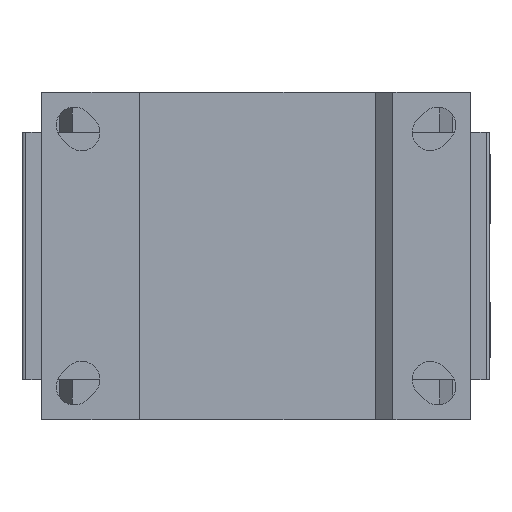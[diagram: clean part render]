
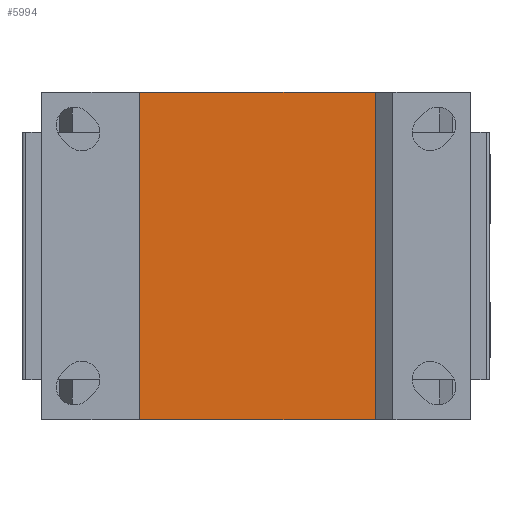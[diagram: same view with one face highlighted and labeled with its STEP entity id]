
A CAD part, front view. The second image highlights one B-rep face of the part: STEP entity #5994.
In plain terms, the highlighted planar face has unit normal (0, -1, 0).
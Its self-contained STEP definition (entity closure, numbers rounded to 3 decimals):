
#509 = AXIS2_PLACEMENT_3D ( 'NONE', #7162, #7340, #7128 ) ;
#1100 = LINE ( 'NONE', #8080, #1103 ) ;
#1103 = VECTOR ( 'NONE', #7918, 1000. ) ;
#1282 = LINE ( 'NONE', #7582, #1287 ) ;
#1287 = VECTOR ( 'NONE', #7767, 1000. ) ;
#1510 = FACE_OUTER_BOUND ( 'NONE', #6682, .T. ) ;
#2171 = VERTEX_POINT ( 'NONE', #4278 ) ;
#2215 = VERTEX_POINT ( 'NONE', #4414 ) ;
#2227 = VERTEX_POINT ( 'NONE', #4252 ) ;
#3717 = EDGE_CURVE ( 'NONE', #2215, #2227, #6779, .T. ) ;
#3723 = EDGE_CURVE ( 'NONE', #5166, #2171, #6787, .T. ) ;
#3923 = EDGE_CURVE ( 'NONE', #2227, #5166, #1100, .T. ) ;
#4020 = EDGE_CURVE ( 'NONE', #2215, #2171, #1282, .T. ) ;
#4252 = CARTESIAN_POINT ( 'NONE',  ( 17.65, 4., -22.5 ) ) ;
#4278 = CARTESIAN_POINT ( 'NONE',  ( -19.05, 4., 22.5 ) ) ;
#4414 = CARTESIAN_POINT ( 'NONE',  ( 17.65, 4., 22.5 ) ) ;
#4877 = CARTESIAN_POINT ( 'NONE',  ( 17.65, 4., 22.5 ) ) ;
#4886 = DIRECTION ( 'NONE',  ( 0., 0., 1. ) ) ;
#4892 = DIRECTION ( 'NONE',  ( 0., 0., -1. ) ) ;
#4911 = CARTESIAN_POINT ( 'NONE',  ( -19.05, 4., 22.5 ) ) ;
#5166 = VERTEX_POINT ( 'NONE', #7922 ) ;
#5570 = ORIENTED_EDGE ( 'NONE', *, *, #3717, .F. ) ;
#5705 = ORIENTED_EDGE ( 'NONE', *, *, #3923, .F. ) ;
#5929 = ORIENTED_EDGE ( 'NONE', *, *, #3723, .F. ) ;
#5994 = ADVANCED_FACE ( 'NONE', ( #1510 ), #7365, .F. ) ;
#6277 = ORIENTED_EDGE ( 'NONE', *, *, #4020, .T. ) ;
#6682 = EDGE_LOOP ( 'NONE', ( #5570, #6277, #5929, #5705 ) ) ;
#6730 = VECTOR ( 'NONE', #4886, 1000. ) ;
#6779 = LINE ( 'NONE', #4877, #6851 ) ;
#6787 = LINE ( 'NONE', #4911, #6730 ) ;
#6851 = VECTOR ( 'NONE', #4892, 1000. ) ;
#7128 = DIRECTION ( 'NONE',  ( 0., 0., 1. ) ) ;
#7162 = CARTESIAN_POINT ( 'NONE',  ( 17.65, 4., 22.5 ) ) ;
#7340 = DIRECTION ( 'NONE',  ( 0., 1., 0. ) ) ;
#7365 = PLANE ( 'NONE',  #509 ) ;
#7582 = CARTESIAN_POINT ( 'NONE',  ( -28.5, 4., 22.5 ) ) ;
#7767 = DIRECTION ( 'NONE',  ( -1., 0., 0. ) ) ;
#7918 = DIRECTION ( 'NONE',  ( -1., 0., 0. ) ) ;
#7922 = CARTESIAN_POINT ( 'NONE',  ( -19.05, 4., -22.5 ) ) ;
#8080 = CARTESIAN_POINT ( 'NONE',  ( 17.65, 4., -22.5 ) ) ;
